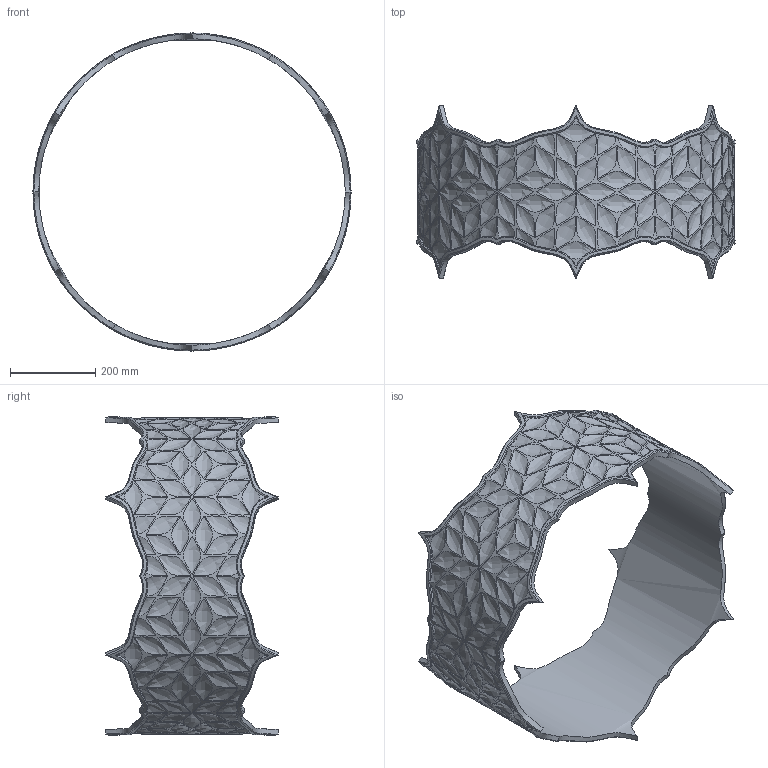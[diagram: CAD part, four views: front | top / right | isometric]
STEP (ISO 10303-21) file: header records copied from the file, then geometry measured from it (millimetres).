
FILE_DESCRIPTION(('FreeCAD Model'),'2;1');
FILE_NAME('Open CASCADE Shape Model','2025-05-04T04:26:52',('FreeCAD'),( 'FreeCAD'),'Open CASCADE STEP processor 7.6','FreeCAD','Unknown');
FILE_SCHEMA(('AUTOMOTIVE_DESIGN { 1 0 10303 214 1 1 1 1 }'));
Products named in the file (1): Open CASCADE STEP translator 7.6 1
Bounding box: 745 x 404.88 x 745.07 mm (x, y, z)
Volume: 5809226.7 mm3; surface area: 1388218 mm2
Topology: 1 solids, 1 shells, 496 faces, 1160 edges, 832 vertices
Faces by surface type: bspline 496
Entity records: 207268 total; most frequent: CARTESIAN_POINT 199499, ORIENTED_EDGE 2320, EDGE_CURVE 1160, B_SPLINE_CURVE_WITH_KNOTS 1160, VERTEX_POINT 832, FACE_BOUND 664, EDGE_LOOP 664, ADVANCED_FACE 496
